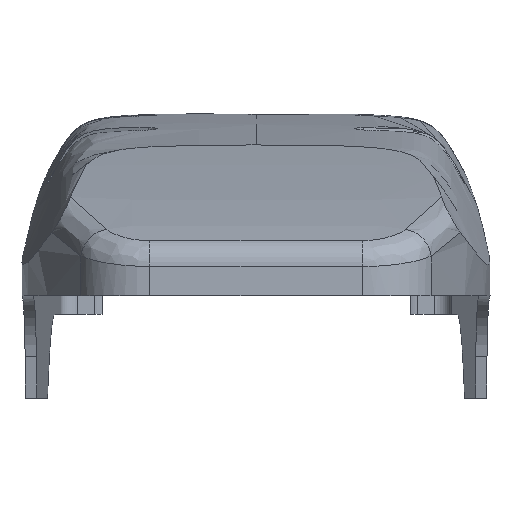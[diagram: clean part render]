
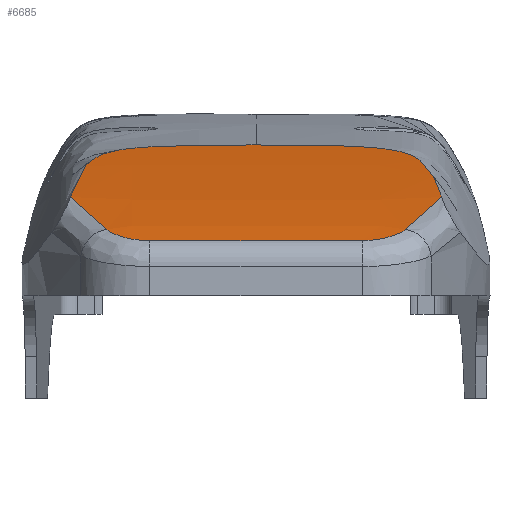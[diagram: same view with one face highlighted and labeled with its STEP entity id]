
A CAD part, front view. The second image highlights one B-rep face of the part: STEP entity #6685.
In plain terms, the highlighted face is a extrusion surface.
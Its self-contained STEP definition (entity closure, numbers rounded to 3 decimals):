
#2543=CARTESIAN_POINT('',(-19.897,-3.92,
17.555));
#2544=CARTESIAN_POINT('',(-19.831,-3.114,
17.765));
#2545=CARTESIAN_POINT('',(-19.694,-1.478,
18.186));
#2546=CARTESIAN_POINT('',(-19.456,1.099,18.831));
#2547=CARTESIAN_POINT('',(-19.187,3.649,19.456));
#2548=CARTESIAN_POINT('',(-18.881,6.103,20.046));
#2549=CARTESIAN_POINT('',(-18.527,8.398,20.59));
#2550=CARTESIAN_POINT('',(-18.116,10.479,21.077));
#2551=CARTESIAN_POINT('',(-17.636,12.306,21.499));
#2552=CARTESIAN_POINT('',(-17.064,13.894,21.864));
#2553=CARTESIAN_POINT('',(-16.35,15.287,22.181));
#2554=CARTESIAN_POINT('',(-15.425,16.494,22.454));
#2555=CARTESIAN_POINT('',(-14.269,17.449,22.67));
#2556=CARTESIAN_POINT('',(-12.958,18.134,22.824));
#2557=CARTESIAN_POINT('',(-11.512,18.621,22.933));
#2558=CARTESIAN_POINT('',(-9.957,18.963,23.009));
#2559=CARTESIAN_POINT('',(-8.259,19.206,23.064));
#2560=CARTESIAN_POINT('',(-6.392,19.373,23.101));
#2561=CARTESIAN_POINT('',(-4.391,19.478,23.125));
#2562=CARTESIAN_POINT('',(-2.263,19.534,23.137));
#2563=CARTESIAN_POINT('',(-0.767,19.544,
23.139));
#2564=CARTESIAN_POINT('',(0.,19.544,
23.139));
#2585=CARTESIAN_POINT('',(-19.897,-3.92,
17.555));
#3133=CARTESIAN_POINT('',(0.,19.544,
23.139));
#3134=CARTESIAN_POINT('',(0.787,19.544,23.139));
#3135=CARTESIAN_POINT('',(2.393,19.534,23.137));
#3136=CARTESIAN_POINT('',(4.951,19.461,23.121));
#3137=CARTESIAN_POINT('',(7.499,19.296,23.084));
#3138=CARTESIAN_POINT('',(9.911,18.991,23.016));
#3139=CARTESIAN_POINT('',(12.06,18.491,22.904));
#3140=CARTESIAN_POINT('',(13.904,17.708,22.728));
#3141=CARTESIAN_POINT('',(15.315,16.627,22.485));
#3142=CARTESIAN_POINT('',(16.329,15.332,22.191));
#3143=CARTESIAN_POINT('',(17.079,13.864,21.857));
#3144=CARTESIAN_POINT('',(17.663,12.218,21.479));
#3145=CARTESIAN_POINT('',(18.14,10.37,21.051));
#3146=CARTESIAN_POINT('',(18.542,8.307,20.569));
#3147=CARTESIAN_POINT('',(18.887,6.052,20.034));
#3148=CARTESIAN_POINT('',(19.187,3.646,19.455));
#3149=CARTESIAN_POINT('',(19.452,1.138,18.841));
#3150=CARTESIAN_POINT('',(19.689,-1.421,18.2));
#3151=CARTESIAN_POINT('',(19.829,-3.09,17.772));
#3152=CARTESIAN_POINT('',(19.897,-3.92,17.555));
#3627=CARTESIAN_POINT('',(-15.999,-15.908,
14.092));
#3628=CARTESIAN_POINT('',(-16.202,-15.408,
14.26));
#3629=CARTESIAN_POINT('',(-16.619,-14.362,
14.603));
#3630=CARTESIAN_POINT('',(-17.263,-12.653,
15.132));
#3631=CARTESIAN_POINT('',(-17.923,-10.776,
15.686));
#3632=CARTESIAN_POINT('',(-18.59,-8.715,
16.271));
#3633=CARTESIAN_POINT('',(-19.255,-6.45,
16.89));
#3634=CARTESIAN_POINT('',(-19.687,-4.789,
17.329));
#3635=CARTESIAN_POINT('',(-19.897,-3.92,
17.555));
#3640=CARTESIAN_POINT('',(19.897,-3.92,17.555));
#3641=CARTESIAN_POINT('',(19.684,-4.8,17.326));
#3642=CARTESIAN_POINT('',(19.247,-6.478,16.882));
#3643=CARTESIAN_POINT('',(18.581,-8.747,16.262));
#3644=CARTESIAN_POINT('',(17.915,-10.799,15.68));
#3645=CARTESIAN_POINT('',(17.259,-12.662,15.129));
#3646=CARTESIAN_POINT('',(16.62,-14.36,14.603));
#3647=CARTESIAN_POINT('',(16.203,-15.407,14.261));
#3648=CARTESIAN_POINT('',(15.999,-15.908,14.092));
#3653=CARTESIAN_POINT('',(15.999,-15.908,14.092));
#3654=CARTESIAN_POINT('',(15.868,-16.229,13.983));
#3655=CARTESIAN_POINT('',(15.551,-16.834,13.774));
#3656=CARTESIAN_POINT('',(14.907,-17.645,13.481));
#3657=CARTESIAN_POINT('',(14.133,-18.306,13.23));
#3658=CARTESIAN_POINT('',(13.254,-18.801,13.033));
#3659=CARTESIAN_POINT('',(12.316,-19.099,12.91));
#3660=CARTESIAN_POINT('',(11.703,-19.161,12.884));
#3661=CARTESIAN_POINT('',(11.394,-19.161,12.884));
#3666=DIRECTION('',(-1.,0.,0.));
#3667=VECTOR('',#3666,22.788);
#3668=CARTESIAN_POINT('',(11.394,-19.161,12.884));
#3669=LINE('',#3668,#3667);
#3673=CARTESIAN_POINT('',(-11.394,-19.161,
12.884));
#3674=CARTESIAN_POINT('',(-11.703,-19.161,
12.884));
#3675=CARTESIAN_POINT('',(-12.317,-19.099,
12.91));
#3676=CARTESIAN_POINT('',(-13.254,-18.801,
13.033));
#3677=CARTESIAN_POINT('',(-14.133,-18.306,
13.23));
#3678=CARTESIAN_POINT('',(-14.907,-17.645,
13.481));
#3679=CARTESIAN_POINT('',(-15.552,-16.834,
13.774));
#3680=CARTESIAN_POINT('',(-15.868,-16.229,
13.983));
#3681=CARTESIAN_POINT('',(-15.999,-15.908,
14.092));
#3926=CARTESIAN_POINT('',(0.,19.544,
23.139));
#3928=VERTEX_POINT('',#3926);
#4232=VERTEX_POINT('',#2585);
#4233=VERTEX_POINT('',#3627);
#4236=VERTEX_POINT('',#3673);
#4239=CARTESIAN_POINT('',(11.394,-19.161,12.884));
#4240=VERTEX_POINT('',#4239);
#4242=VERTEX_POINT('',#3653);
#4243=VERTEX_POINT('',#3640);
#6659=CARTESIAN_POINT('',(-30.315,-19.523,
12.729));
#6660=CARTESIAN_POINT('',(-30.315,-17.972,
13.407));
#6661=CARTESIAN_POINT('',(-30.315,-14.768,
14.503));
#6662=CARTESIAN_POINT('',(-30.315,-9.891,
15.959));
#6663=CARTESIAN_POINT('',(-30.315,-4.967,
17.294));
#6664=CARTESIAN_POINT('',(-30.315,1.633,18.982));
#6665=CARTESIAN_POINT('',(-30.315,9.931,20.969));
#6666=CARTESIAN_POINT('',(-30.315,16.598,22.483));
#6667=CARTESIAN_POINT('',(-30.315,19.936,23.227));
#6669=DIRECTION('',(1.,0.,0.));
#6670=VECTOR('',#6669,1.);
#6671=SURFACE_OF_LINEAR_EXTRUSION('',#6668,#6670);
#6672=ORIENTED_EDGE('',*,*,#6651,.T.);
#6673=ORIENTED_EDGE('',*,*,#6070,.T.);
#6674=ORIENTED_EDGE('',*,*,#6319,.T.);
#6676=ORIENTED_EDGE('',*,*,#6675,.T.);
#6678=ORIENTED_EDGE('',*,*,#6677,.T.);
#6680=ORIENTED_EDGE('',*,*,#6679,.T.);
#6682=ORIENTED_EDGE('',*,*,#6681,.T.);
#6683=EDGE_LOOP('',(#6672,#6673,#6674,#6676,#6678,#6680,#6682));
#6684=FACE_OUTER_BOUND('',#6683,.F.);
#6685=ADVANCED_FACE('',(#6684),#6671,.F.);
#2565=B_SPLINE_CURVE_WITH_KNOTS('',3,(#2543,#2544,#2545,#2546,#2547,#2548,#2549,
#2550,#2551,#2552,#2553,#2554,#2555,#2556,#2557,#2558,#2559,#2560,#2561,#2562,
#2563,#2564),.UNSPECIFIED.,.F.,.F.,(4,1,1,1,1,1,1,1,1,1,1,1,1,1,1,1,1,1,1,4),(
0.,0.053,0.105,0.158,0.211,
0.263,0.316,0.368,0.421,
0.474,0.526,0.579,0.632,
0.684,0.737,0.789,0.842,
0.895,0.947,1.),.UNSPECIFIED.);
#3153=B_SPLINE_CURVE_WITH_KNOTS('',3,(#3133,#3134,#3135,#3136,#3137,#3138,#3139,
#3140,#3141,#3142,#3143,#3144,#3145,#3146,#3147,#3148,#3149,#3150,#3151,#3152),
.UNSPECIFIED.,.F.,.F.,(4,1,1,1,1,1,1,1,1,1,1,1,1,1,1,1,1,4),(0.,
0.059,0.118,0.176,0.235,
0.294,0.353,0.412,0.471,
0.529,0.588,0.647,0.706,
0.765,0.824,0.882,0.941,1.),
.UNSPECIFIED.);
#3636=B_SPLINE_CURVE_WITH_KNOTS('',3,(#3627,#3628,#3629,#3630,#3631,#3632,#3633,
#3634,#3635),.UNSPECIFIED.,.F.,.F.,(4,1,1,1,1,1,4),(0.,0.167,
0.333,0.5,0.667,0.833,1.),
.UNSPECIFIED.);
#3649=B_SPLINE_CURVE_WITH_KNOTS('',3,(#3640,#3641,#3642,#3643,#3644,#3645,#3646,
#3647,#3648),.UNSPECIFIED.,.F.,.F.,(4,1,1,1,1,1,4),(0.,0.167,
0.333,0.5,0.667,0.833,1.),
.UNSPECIFIED.);
#3662=B_SPLINE_CURVE_WITH_KNOTS('',3,(#3653,#3654,#3655,#3656,#3657,#3658,#3659,
#3660,#3661),.UNSPECIFIED.,.F.,.F.,(4,1,1,1,1,1,4),(0.,0.167,
0.333,0.5,0.667,0.833,1.),
.UNSPECIFIED.);
#3682=B_SPLINE_CURVE_WITH_KNOTS('',3,(#3673,#3674,#3675,#3676,#3677,#3678,#3679,
#3680,#3681),.UNSPECIFIED.,.F.,.F.,(4,1,1,1,1,1,4),(0.,0.167,
0.333,0.5,0.667,0.833,1.),
.UNSPECIFIED.);
#6070=EDGE_CURVE('',#4232,#3928,#2565,.T.);
#6319=EDGE_CURVE('',#3928,#4243,#3153,.T.);
#6651=EDGE_CURVE('',#4233,#4232,#3636,.T.);
#6668=B_SPLINE_CURVE_WITH_KNOTS('',3,(#6659,#6660,#6661,#6662,#6663,#6664,#6665,
#6666,#6667),.UNSPECIFIED.,.F.,.F.,(4,1,1,1,1,1,4),(0.,0.125,0.25,0.375,
0.5,0.75,1.),.UNSPECIFIED.);
#6675=EDGE_CURVE('',#4243,#4242,#3649,.T.);
#6677=EDGE_CURVE('',#4242,#4240,#3662,.T.);
#6679=EDGE_CURVE('',#4240,#4236,#3669,.T.);
#6681=EDGE_CURVE('',#4236,#4233,#3682,.T.);
